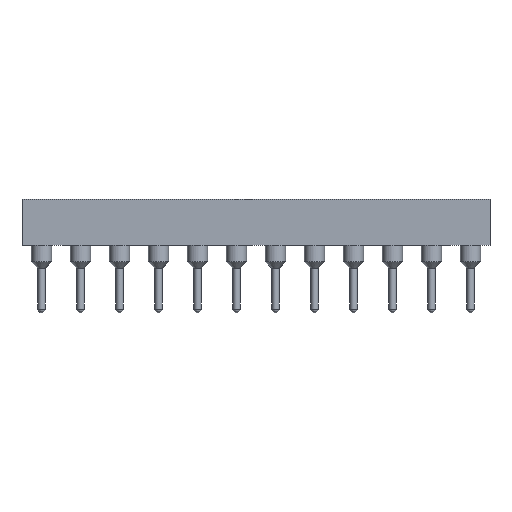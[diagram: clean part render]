
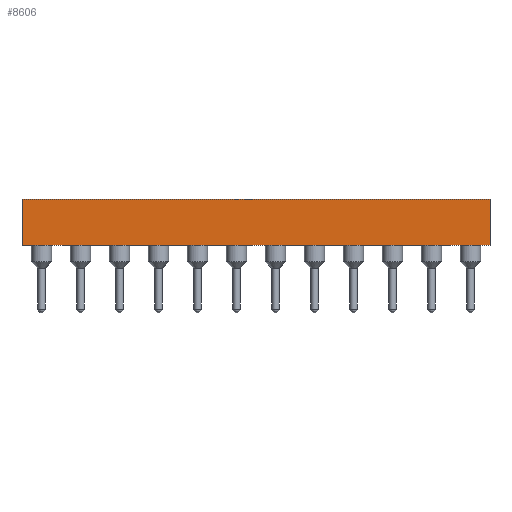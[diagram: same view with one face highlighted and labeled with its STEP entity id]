
A CAD part, front view. The second image highlights one B-rep face of the part: STEP entity #8606.
In plain terms, the highlighted planar face has unit normal (0, -1, 0).
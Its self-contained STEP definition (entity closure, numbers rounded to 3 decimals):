
#8606=ADVANCED_FACE('',(#16194),#16196,.T.);
#16194=FACE_BOUND('',#16195,.T.);
#16195=EDGE_LOOP('',(#20357,#20358,#20359,#20360));
#16196=PLANE('',#16197);
#16197=AXIS2_PLACEMENT_3D('',#16198,#16199,#16200);
#16198=CARTESIAN_POINT('',(1.27,-1.27,1.5));
#16199=DIRECTION('',(0.,-1.,0.));
#16200=DIRECTION('',(0.,0.,1.));
#20357=ORIENTED_EDGE('',*,*,#22291,.F.);
#20358=ORIENTED_EDGE('',*,*,#22224,.F.);
#20359=ORIENTED_EDGE('',*,*,#22290,.T.);
#20360=ORIENTED_EDGE('',*,*,#22292,.T.);
#22224=EDGE_CURVE('',#25112,#25114,#25115,.T.);
#22290=EDGE_CURVE('',#25112,#25232,#25234,.T.);
#22291=EDGE_CURVE('',#25114,#25235,#25236,.T.);
#22292=EDGE_CURVE('',#25232,#25235,#25237,.T.);
#25112=VERTEX_POINT('',#35790);
#25114=VERTEX_POINT('',#35794);
#25115=LINE('',#35795,#35796);
#25232=VERTEX_POINT('',#36067);
#25234=LINE('',#36071,#36072);
#25235=VERTEX_POINT('',#36074);
#25236=LINE('',#36075,#36076);
#25237=LINE('',#36078,#36079);
#35790=CARTESIAN_POINT('',(29.21,-1.27,1.5));
#35794=CARTESIAN_POINT('',(-1.27,-1.27,1.5));
#35795=CARTESIAN_POINT('',(29.21,-1.27,1.5));
#35796=VECTOR('',#35797,1.);
#35797=DIRECTION('',(-1.,0.,0.));
#36067=CARTESIAN_POINT('',(29.21,-1.27,4.5));
#36071=CARTESIAN_POINT('',(29.21,-1.27,1.5));
#36072=VECTOR('',#36073,1.);
#36073=DIRECTION('',(0.,0.,1.));
#36074=CARTESIAN_POINT('',(-1.27,-1.27,4.5));
#36075=CARTESIAN_POINT('',(-1.27,-1.27,1.5));
#36076=VECTOR('',#36077,1.);
#36077=DIRECTION('',(0.,0.,1.));
#36078=CARTESIAN_POINT('',(29.21,-1.27,4.5));
#36079=VECTOR('',#36080,1.);
#36080=DIRECTION('',(-1.,0.,0.));
